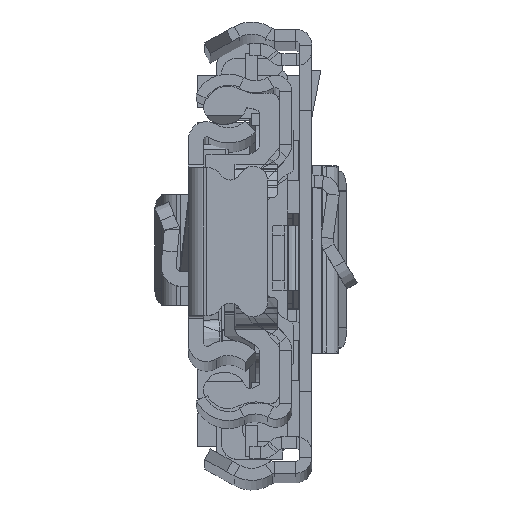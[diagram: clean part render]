
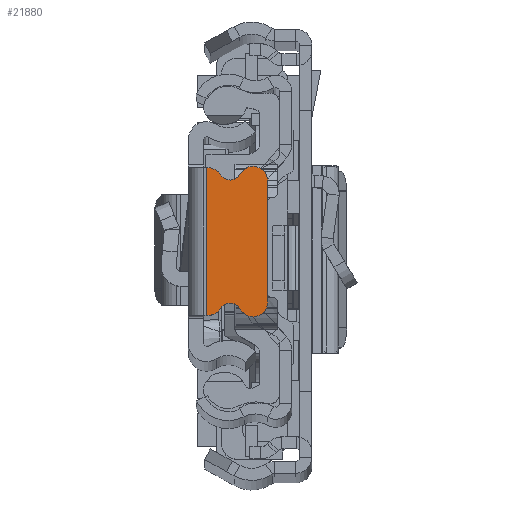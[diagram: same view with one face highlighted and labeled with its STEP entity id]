
A CAD part, top view. The second image highlights one B-rep face of the part: STEP entity #21880.
In plain terms, the highlighted planar face has unit normal (0, 0, 1).
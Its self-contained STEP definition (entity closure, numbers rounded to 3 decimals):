
#108 = CIRCLE ( 'NONE', #11404, 1.5 ) ;
#547 = DIRECTION ( 'NONE',  ( 0., -1., 0. ) ) ;
#702 = VERTEX_POINT ( 'NONE', #24544 ) ;
#748 = CIRCLE ( 'NONE', #20487, 1.1 ) ;
#782 = VECTOR ( 'NONE', #18078, 1000. ) ;
#1587 = VECTOR ( 'NONE', #23852, 1000. ) ;
#1702 = DIRECTION ( 'NONE',  ( -1., 0., 0. ) ) ;
#2351 = LINE ( 'NONE', #26499, #1587 ) ;
#2498 = CARTESIAN_POINT ( 'NONE',  ( -7.929, -6., 0. ) ) ;
#3021 = EDGE_CURVE ( 'NONE', #29991, #17382, #20281, .T. ) ;
#3514 = DIRECTION ( 'NONE',  ( 1., 0., 0. ) ) ;
#3705 = VECTOR ( 'NONE', #547, 1000. ) ;
#3882 = ORIENTED_EDGE ( 'NONE', *, *, #3021, .F. ) ;
#4089 = ORIENTED_EDGE ( 'NONE', *, *, #6796, .T. ) ;
#4286 = EDGE_CURVE ( 'NONE', #22205, #22817, #9196, .T. ) ;
#4499 = CARTESIAN_POINT ( 'NONE',  ( -4.142, 7.236, 0. ) ) ;
#4542 = EDGE_CURVE ( 'NONE', #11455, #702, #18737, .T. ) ;
#5007 = CARTESIAN_POINT ( 'NONE',  ( -1.929, 5.87, 0. ) ) ;
#5767 = CARTESIAN_POINT ( 'NONE',  ( -5.109, 6.713, 0. ) ) ;
#5779 = EDGE_CURVE ( 'NONE', #22817, #11455, #9622, .T. ) ;
#5948 = EDGE_CURVE ( 'NONE', #29991, #15464, #18079, .T. ) ;
#6796 = EDGE_CURVE ( 'NONE', #8409, #13918, #108, .T. ) ;
#6800 = EDGE_CURVE ( 'NONE', #702, #8409, #29932, .T. ) ;
#6940 = AXIS2_PLACEMENT_3D ( 'NONE', #10982, #8519, #27717 ) ;
#7012 = DIRECTION ( 'NONE',  ( 1., 0., 0. ) ) ;
#7863 = EDGE_LOOP ( 'NONE', ( #20053, #3882, #27534, #24160, #21090, #29069, #29170, #25952, #4089, #10675 ) ) ;
#8409 = VERTEX_POINT ( 'NONE', #20773 ) ;
#8519 = DIRECTION ( 'NONE',  ( 0., 0., 1. ) ) ;
#8808 = DIRECTION ( 'NONE',  ( 0., 0., 1. ) ) ;
#9048 = CARTESIAN_POINT ( 'NONE',  ( -1.75, 0., 0. ) ) ;
#9196 = CIRCLE ( 'NONE', #6940, 1.5 ) ;
#9332 = CARTESIAN_POINT ( 'NONE',  ( -1.75, -7.37, 0. ) ) ;
#9622 = LINE ( 'NONE', #34062, #782 ) ;
#9853 = DIRECTION ( 'NONE',  ( 1., 0., 0. ) ) ;
#10256 = VERTEX_POINT ( 'NONE', #9332 ) ;
#10463 = DIRECTION ( 'NONE',  ( -1., 0., 0. ) ) ;
#10651 = CARTESIAN_POINT ( 'NONE',  ( -1.929, -7.37, 0. ) ) ;
#10675 = ORIENTED_EDGE ( 'NONE', *, *, #22754, .F. ) ;
#10982 = CARTESIAN_POINT ( 'NONE',  ( -6.429, 6., 0. ) ) ;
#11404 = AXIS2_PLACEMENT_3D ( 'NONE', #31122, #12641, #7012 ) ;
#11455 = VERTEX_POINT ( 'NONE', #2498 ) ;
#11872 = AXIS2_PLACEMENT_3D ( 'NONE', #5007, #15796, #10463 ) ;
#12454 = DIRECTION ( 'NONE',  ( 0., 0., -1. ) ) ;
#12641 = DIRECTION ( 'NONE',  ( 0., 0., 1. ) ) ;
#13807 = EDGE_CURVE ( 'NONE', #15464, #22205, #748, .T. ) ;
#13918 = VERTEX_POINT ( 'NONE', #10651 ) ;
#14689 = VECTOR ( 'NONE', #33637, 1000. ) ;
#14811 = AXIS2_PLACEMENT_3D ( 'NONE', #17763, #28482, #1702 ) ;
#15063 = CARTESIAN_POINT ( 'NONE',  ( -3.206, 6.658, 0. ) ) ;
#15464 = VERTEX_POINT ( 'NONE', #15063 ) ;
#15796 = DIRECTION ( 'NONE',  ( 0., 0., 1. ) ) ;
#17382 = VERTEX_POINT ( 'NONE', #25871 ) ;
#17763 = CARTESIAN_POINT ( 'NONE',  ( -4.142, -7.236, 0. ) ) ;
#18004 = DIRECTION ( 'NONE',  ( 0., 0., 1. ) ) ;
#18078 = DIRECTION ( 'NONE',  ( 0., -1., 0. ) ) ;
#18079 = CIRCLE ( 'NONE', #11872, 1.5 ) ;
#18737 = CIRCLE ( 'NONE', #23254, 1.5 ) ;
#20053 = ORIENTED_EDGE ( 'NONE', *, *, #29965, .F. ) ;
#20281 = LINE ( 'NONE', #22909, #14689 ) ;
#20487 = AXIS2_PLACEMENT_3D ( 'NONE', #4499, #12454, #20719 ) ;
#20719 = DIRECTION ( 'NONE',  ( 1., 0., 0. ) ) ;
#20773 = CARTESIAN_POINT ( 'NONE',  ( -3.206, -6.658, 0. ) ) ;
#21090 = ORIENTED_EDGE ( 'NONE', *, *, #4286, .T. ) ;
#21673 = FACE_OUTER_BOUND ( 'NONE', #7863, .T. ) ;
#21880 = ADVANCED_FACE ( 'NONE', ( #21673 ), #32411, .T. ) ;
#22205 = VERTEX_POINT ( 'NONE', #5767 ) ;
#22754 = EDGE_CURVE ( 'NONE', #10256, #13918, #2351, .T. ) ;
#22817 = VERTEX_POINT ( 'NONE', #32434 ) ;
#22909 = CARTESIAN_POINT ( 'NONE',  ( -1.929, 7.37, 0. ) ) ;
#23254 = AXIS2_PLACEMENT_3D ( 'NONE', #23963, #18004, #9853 ) ;
#23852 = DIRECTION ( 'NONE',  ( -1., 0., 0. ) ) ;
#23963 = CARTESIAN_POINT ( 'NONE',  ( -6.429, -6., 0. ) ) ;
#24160 = ORIENTED_EDGE ( 'NONE', *, *, #13807, .T. ) ;
#24544 = CARTESIAN_POINT ( 'NONE',  ( -5.109, -6.713, 0. ) ) ;
#24670 = CARTESIAN_POINT ( 'NONE',  ( 542.771, 0., 0. ) ) ;
#24713 = LINE ( 'NONE', #9048, #3705 ) ;
#24854 = AXIS2_PLACEMENT_3D ( 'NONE', #24670, #8808, #3514 ) ;
#25871 = CARTESIAN_POINT ( 'NONE',  ( -1.75, 7.37, 0. ) ) ;
#25952 = ORIENTED_EDGE ( 'NONE', *, *, #6800, .T. ) ;
#26499 = CARTESIAN_POINT ( 'NONE',  ( -1.929, -7.37, 0. ) ) ;
#27534 = ORIENTED_EDGE ( 'NONE', *, *, #5948, .T. ) ;
#27717 = DIRECTION ( 'NONE',  ( -1., 0., 0. ) ) ;
#27877 = CARTESIAN_POINT ( 'NONE',  ( -1.929, 7.37, 0. ) ) ;
#28482 = DIRECTION ( 'NONE',  ( 0., 0., -1. ) ) ;
#29069 = ORIENTED_EDGE ( 'NONE', *, *, #5779, .T. ) ;
#29170 = ORIENTED_EDGE ( 'NONE', *, *, #4542, .T. ) ;
#29932 = CIRCLE ( 'NONE', #14811, 1.1 ) ;
#29965 = EDGE_CURVE ( 'NONE', #17382, #10256, #24713, .T. ) ;
#29991 = VERTEX_POINT ( 'NONE', #27877 ) ;
#31122 = CARTESIAN_POINT ( 'NONE',  ( -1.929, -5.87, 0. ) ) ;
#32411 = PLANE ( 'NONE',  #24854 ) ;
#32434 = CARTESIAN_POINT ( 'NONE',  ( -7.929, 6., 0. ) ) ;
#33637 = DIRECTION ( 'NONE',  ( 1., 0., 0. ) ) ;
#34062 = CARTESIAN_POINT ( 'NONE',  ( -7.929, -6., 0. ) ) ;
